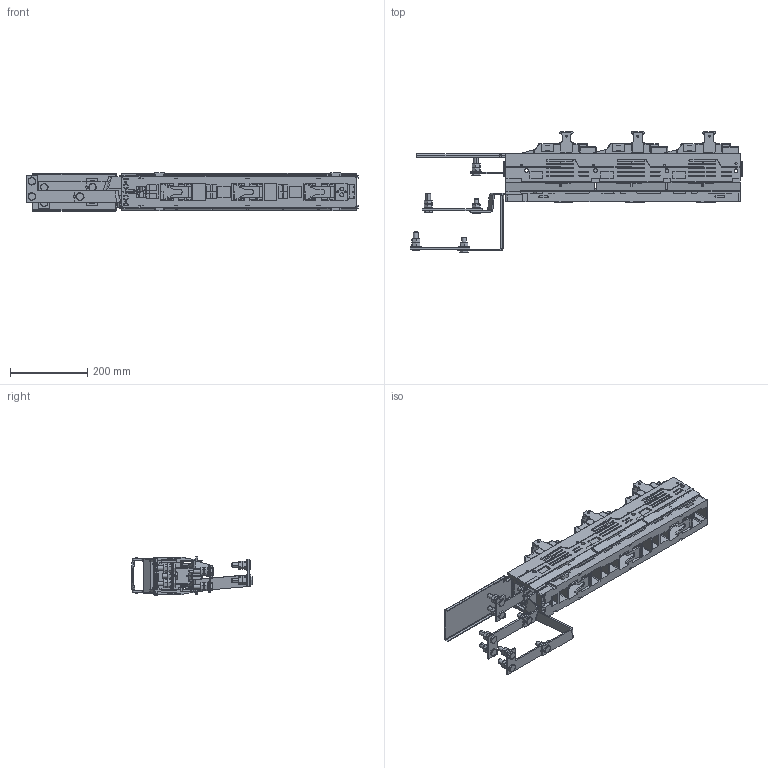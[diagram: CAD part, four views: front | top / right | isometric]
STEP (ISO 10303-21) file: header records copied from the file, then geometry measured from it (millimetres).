
FILE_DESCRIPTION (( 'STEP AP203' ), '1' );
FILE_NAME ('ARS 2-1-TM2 400A Ó.STEP', '2022-10-14T17:23:01', ( '' ), ( '' ), 'SwSTEP 2.0', 'SolidWorks 2018', '' );
FILE_SCHEMA (( 'CONFIG_CONTROL_DESIGN' ));
Products named in the file (1): ARS 2-1-TM2 400A Ó
Bounding box: 860.48 x 313.34 x 99.55 mm (x, y, z)
Surface area: 950611.4 mm2 (no closed solid volume)
Topology: 0 solids, 105 shells, 2436 faces, 9257 edges, 6732 vertices
Faces by surface type: plane 1424, cylinder 729, cone 122, bspline 80, sphere 48, torus 33
Entity records: 107895 total; most frequent: CARTESIAN_POINT 31563, DIRECTION 15435, ORIENTED_EDGE 14447, EDGE_CURVE 9240, VERTEX_POINT 6732, LINE 6561, VECTOR 6561, AXIS2_PLACEMENT_3D 4437
